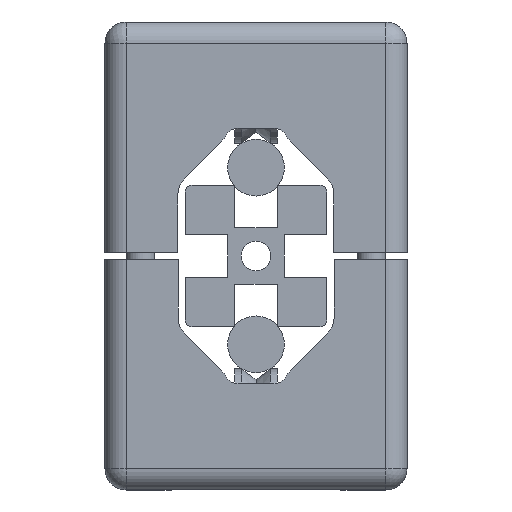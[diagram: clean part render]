
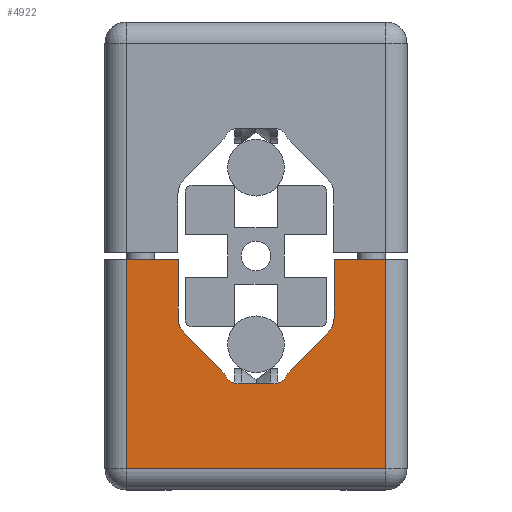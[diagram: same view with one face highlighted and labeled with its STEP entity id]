
A CAD part, left-side view. The second image highlights one B-rep face of the part: STEP entity #4922.
In plain terms, the highlighted face is planar.
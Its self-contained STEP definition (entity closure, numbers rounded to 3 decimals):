
#424=CIRCLE('',#5347,3.);
#425=CIRCLE('',#5351,3.);
#426=CIRCLE('',#5353,2.);
#428=CIRCLE('',#5357,2.);
#431=CIRCLE('',#5361,3.);
#436=CIRCLE('',#5370,3.);
#726=FACE_OUTER_BOUND('',#1050,.T.);
#1050=EDGE_LOOP('',(#3908,#3909,#3910,#3911,#3912,#3913,#3914,#3915,#3916,
#3917,#3918,#3919,#3920,#3921,#3922,#3923));
#1310=LINE('',#7583,#1739);
#1313=LINE('',#7597,#1742);
#1317=LINE('',#7606,#1746);
#1360=LINE('',#7714,#1789);
#1375=LINE('',#7759,#1804);
#1378=LINE('',#7769,#1807);
#1381=LINE('',#7774,#1810);
#1383=LINE('',#7781,#1812);
#1385=LINE('',#7786,#1814);
#1391=LINE('',#7804,#1820);
#1739=VECTOR('',#6069,10.);
#1742=VECTOR('',#6084,10.);
#1746=VECTOR('',#6094,10.);
#1789=VECTOR('',#6189,10.);
#1804=VECTOR('',#6232,10.);
#1807=VECTOR('',#6243,10.);
#1810=VECTOR('',#6248,10.);
#1812=VECTOR('',#6256,10.);
#1814=VECTOR('',#6260,10.);
#1820=VECTOR('',#6278,10.);
#2171=VERTEX_POINT('',#7568);
#2176=VERTEX_POINT('',#7581);
#2177=VERTEX_POINT('',#7586);
#2180=VERTEX_POINT('',#7593);
#2222=VERTEX_POINT('',#7712);
#2238=VERTEX_POINT('',#7758);
#2241=VERTEX_POINT('',#7768);
#2242=VERTEX_POINT('',#7772);
#2243=VERTEX_POINT('',#7776);
#2244=VERTEX_POINT('',#7780);
#2245=VERTEX_POINT('',#7784);
#2246=VERTEX_POINT('',#7785);
#2247=VERTEX_POINT('',#7792);
#2249=VERTEX_POINT('',#7795);
#2252=VERTEX_POINT('',#7802);
#2253=VERTEX_POINT('',#7807);
#2676=EDGE_CURVE('',#2176,#2171,#1310,.T.);
#2683=EDGE_CURVE('',#2177,#2180,#1313,.T.);
#2688=EDGE_CURVE('',#2171,#2177,#1317,.T.);
#2743=EDGE_CURVE('',#2176,#2222,#1360,.T.);
#2765=EDGE_CURVE('',#2238,#2180,#1375,.T.);
#2770=EDGE_CURVE('',#2238,#2241,#1378,.T.);
#2773=EDGE_CURVE('',#2242,#2222,#1381,.T.);
#2774=EDGE_CURVE('',#2243,#2242,#424,.T.);
#2776=EDGE_CURVE('',#2244,#2243,#1383,.T.);
#2778=EDGE_CURVE('',#2245,#2246,#1385,.T.);
#2781=EDGE_CURVE('',#2241,#2245,#425,.T.);
#2783=EDGE_CURVE('',#2247,#2249,#426,.T.);
#2787=EDGE_CURVE('',#2252,#2247,#1391,.T.);
#2790=EDGE_CURVE('',#2253,#2252,#428,.T.);
#2794=EDGE_CURVE('',#2246,#2253,#431,.T.);
#2804=EDGE_CURVE('',#2249,#2244,#436,.T.);
#3908=ORIENTED_EDGE('',*,*,#2676,.F.);
#3909=ORIENTED_EDGE('',*,*,#2743,.T.);
#3910=ORIENTED_EDGE('',*,*,#2773,.F.);
#3911=ORIENTED_EDGE('',*,*,#2774,.F.);
#3912=ORIENTED_EDGE('',*,*,#2776,.F.);
#3913=ORIENTED_EDGE('',*,*,#2804,.F.);
#3914=ORIENTED_EDGE('',*,*,#2783,.F.);
#3915=ORIENTED_EDGE('',*,*,#2787,.F.);
#3916=ORIENTED_EDGE('',*,*,#2790,.F.);
#3917=ORIENTED_EDGE('',*,*,#2794,.F.);
#3918=ORIENTED_EDGE('',*,*,#2778,.F.);
#3919=ORIENTED_EDGE('',*,*,#2781,.F.);
#3920=ORIENTED_EDGE('',*,*,#2770,.F.);
#3921=ORIENTED_EDGE('',*,*,#2765,.T.);
#3922=ORIENTED_EDGE('',*,*,#2683,.F.);
#3923=ORIENTED_EDGE('',*,*,#2688,.F.);
#4687=PLANE('',#5441);
#4922=ADVANCED_FACE('',(#726),#4687,.T.);
#5347=AXIS2_PLACEMENT_3D('',#7777,#6251,#6252);
#5351=AXIS2_PLACEMENT_3D('',#7790,#6265,#6266);
#5353=AXIS2_PLACEMENT_3D('',#7796,#6270,#6271);
#5357=AXIS2_PLACEMENT_3D('',#7810,#6283,#6284);
#5361=AXIS2_PLACEMENT_3D('',#7817,#6292,#6293);
#5370=AXIS2_PLACEMENT_3D('',#7836,#6315,#6316);
#5441=AXIS2_PLACEMENT_3D('',#7997,#6503,#6504);
#6069=DIRECTION('',(1.,0.,0.));
#6084=DIRECTION('',(-1.,0.,0.));
#6094=DIRECTION('',(0.,1.,0.));
#6189=DIRECTION('',(0.,1.,0.));
#6232=DIRECTION('',(0.,1.,0.));
#6243=DIRECTION('',(1.,0.,0.));
#6248=DIRECTION('',(-1.,0.,0.));
#6251=DIRECTION('center_axis',(0.,0.,
-1.));
#6252=DIRECTION('ref_axis',(0.383,-0.924,0.));
#6256=DIRECTION('',(-0.707,-0.707,0.));
#6260=DIRECTION('',(0.707,-0.707,0.));
#6265=DIRECTION('center_axis',(0.,0.,
-1.));
#6266=DIRECTION('ref_axis',(0.383,0.924,0.));
#6270=DIRECTION('center_axis',(0.,0.,
-1.));
#6271=DIRECTION('ref_axis',(0.851,-0.525,0.));
#6278=DIRECTION('',(0.,-1.,0.));
#6283=DIRECTION('center_axis',(0.,0.,
-1.));
#6284=DIRECTION('ref_axis',(0.851,0.525,0.));
#6292=DIRECTION('center_axis',(0.,0.,
1.));
#6293=DIRECTION('ref_axis',(-0.383,-0.924,0.));
#6315=DIRECTION('center_axis',(0.,0.,
1.));
#6316=DIRECTION('ref_axis',(-0.383,0.924,0.));
#6503=DIRECTION('center_axis',(0.,0.,
-1.));
#6504=DIRECTION('ref_axis',(-1.,0.,0.));
#7568=CARTESIAN_POINT('',(30.,-18.3,170.));
#7581=CARTESIAN_POINT('',(0.5,-18.3,170.));
#7583=CARTESIAN_POINT('',(18.375,-18.3,170.));
#7586=CARTESIAN_POINT('',(30.,18.3,170.));
#7593=CARTESIAN_POINT('',(0.5,18.3,170.));
#7597=CARTESIAN_POINT('',(18.375,18.3,170.));
#7606=CARTESIAN_POINT('',(30.,8.5,170.));
#7712=CARTESIAN_POINT('',(0.5,-11.,170.));
#7714=CARTESIAN_POINT('',(0.5,17.75,170.));
#7758=CARTESIAN_POINT('',(0.5,11.,170.));
#7759=CARTESIAN_POINT('',(0.5,17.75,170.));
#7768=CARTESIAN_POINT('',(8.757,11.,170.));
#7769=CARTESIAN_POINT('',(16.73,11.,170.));
#7772=CARTESIAN_POINT('',(8.757,-11.,170.));
#7774=CARTESIAN_POINT('',(20.23,-11.,170.));
#7776=CARTESIAN_POINT('',(10.879,-10.121,170.));
#7777=CARTESIAN_POINT('Origin',(8.757,-8.,170.));
#7780=CARTESIAN_POINT('',(16.121,-4.878,170.));
#7781=CARTESIAN_POINT('',(22.773,1.774,170.));
#7784=CARTESIAN_POINT('',(10.879,10.121,170.));
#7785=CARTESIAN_POINT('',(16.121,4.879,170.));
#7786=CARTESIAN_POINT('',(11.063,9.937,170.));
#7790=CARTESIAN_POINT('Origin',(8.757,8.,170.));
#7792=CARTESIAN_POINT('',(18.,-2.531,170.));
#7795=CARTESIAN_POINT('',(16.897,-4.318,170.));
#7796=CARTESIAN_POINT('Origin',(16.,-2.531,170.));
#7802=CARTESIAN_POINT('',(18.,2.532,170.));
#7804=CARTESIAN_POINT('',(18.,6.495,170.));
#7807=CARTESIAN_POINT('',(16.897,4.319,170.));
#7810=CARTESIAN_POINT('Origin',(16.,2.532,170.));
#7817=CARTESIAN_POINT('Origin',(18.243,7.001,170.));
#7836=CARTESIAN_POINT('Origin',(18.243,-6.999,170.));
#7997=CARTESIAN_POINT('Origin',(20.25,17.,170.));
